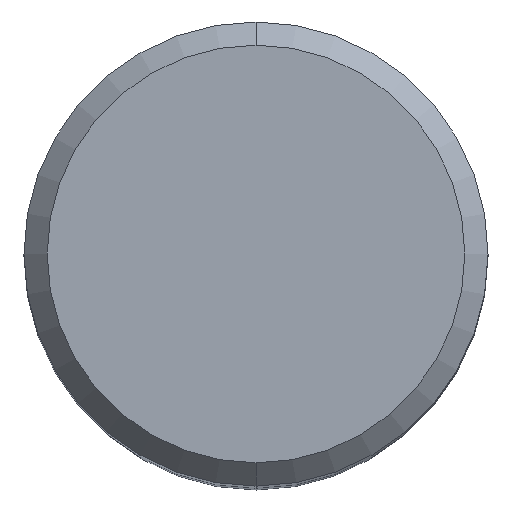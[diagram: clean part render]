
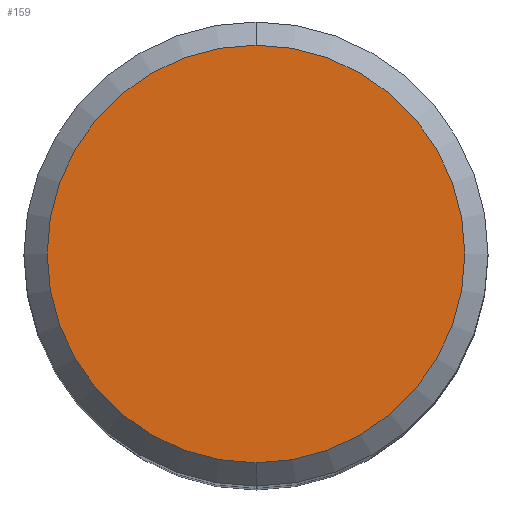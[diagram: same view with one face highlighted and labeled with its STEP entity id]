
A CAD part, top view. The second image highlights one B-rep face of the part: STEP entity #159.
In plain terms, the highlighted planar face has unit normal (0, 0, 1).
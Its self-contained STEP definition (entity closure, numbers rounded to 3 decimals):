
#99=VERTEX_POINT('',#250);
#101=VERTEX_POINT('',#252);
#103=EDGE_CURVE('',#99,#101,#254,.T.);
#159=ADVANCED_FACE('',(#319),#320,.T.);
#197=EDGE_CURVE('',#101,#99,#363,.T.);
#250=CARTESIAN_POINT('',(0.0,9.0,0.0));
#252=CARTESIAN_POINT('',(0.,-9.0,0.0));
#254=CIRCLE('',#415,9.0);
#319=FACE_OUTER_BOUND('',#499,.T.);
#320=PLANE('',#500);
#363=CIRCLE('',#555,9.0);
#415=AXIS2_PLACEMENT_3D('',#601,#602,#603);
#499=EDGE_LOOP('',(#694,#695));
#500=AXIS2_PLACEMENT_3D('',#696,#697,#698);
#555=AXIS2_PLACEMENT_3D('',#761,#762,#763);
#601=CARTESIAN_POINT('',(0.0,0.0,0.0));
#602=DIRECTION('',(0.0,0.0,-1.0));
#603=DIRECTION('',(0.0,1.0,0.0));
#694=ORIENTED_EDGE('',*,*,#103,.F.);
#695=ORIENTED_EDGE('',*,*,#197,.F.);
#696=CARTESIAN_POINT('',(0.0,4.5,0.0));
#697=DIRECTION('',(-0.0,0.0,1.0));
#698=DIRECTION('',(0.0,-1.0,0.0));
#761=CARTESIAN_POINT('',(0.0,0.0,0.0));
#762=DIRECTION('',(0.0,0.0,-1.0));
#763=DIRECTION('',(0.0,1.0,0.0));
